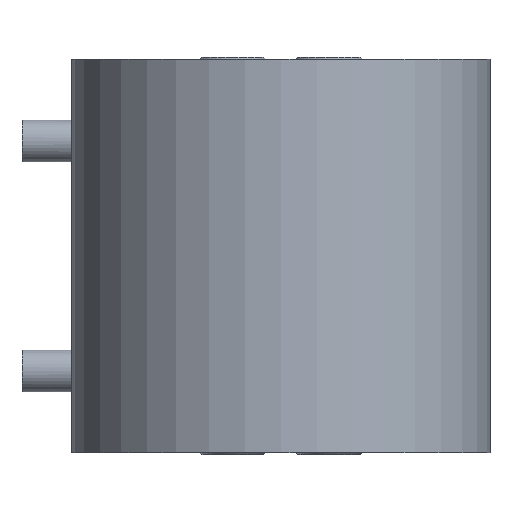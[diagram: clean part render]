
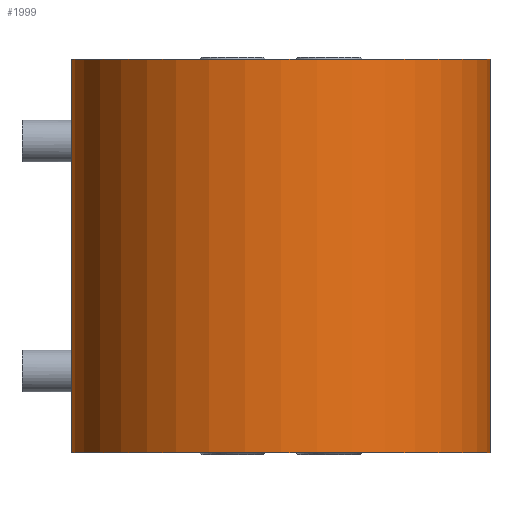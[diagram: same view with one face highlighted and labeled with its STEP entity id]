
A CAD part, front view. The second image highlights one B-rep face of the part: STEP entity #1999.
In plain terms, the highlighted cylindrical face has radius 50 mm (diameter 100 mm), a partial arc.
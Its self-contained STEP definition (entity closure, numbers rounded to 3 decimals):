
#27=FACE_BOUND('',#296,.T.);
#28=FACE_BOUND('',#297,.T.);
#29=FACE_BOUND('',#298,.T.);
#192=FACE_OUTER_BOUND('',#295,.T.);
#295=EDGE_LOOP('',(#1634,#1635,#1636,#1637,#1638,#1639,#1640,#1641));
#296=EDGE_LOOP('',(#1642,#1643,#1644,#1645));
#297=EDGE_LOOP('',(#1646,#1647,#1648,#1649));
#298=EDGE_LOOP('',(#1650,#1651));
#375=CIRCLE('',#2112,50.);
#376=CIRCLE('',#2116,50.);
#397=CIRCLE('',#2159,50.);
#398=CIRCLE('',#2162,50.);
#401=CIRCLE('',#2167,50.);
#402=CIRCLE('',#2168,50.);
#405=CIRCLE('',#2174,50.);
#406=CIRCLE('',#2175,50.);
#441=LINE('',#2826,#614);
#442=LINE('',#2828,#615);
#443=LINE('',#2830,#616);
#444=LINE('',#2834,#617);
#462=LINE('',#2950,#635);
#490=LINE('',#3082,#663);
#513=LINE('',#3211,#686);
#541=LINE('',#3345,#714);
#549=LINE('',#3381,#722);
#614=VECTOR('',#2265,50.);
#615=VECTOR('',#2266,10.);
#616=VECTOR('',#2267,50.);
#617=VECTOR('',#2270,50.);
#635=VECTOR('',#2326,10.);
#663=VECTOR('',#2396,10.);
#686=VECTOR('',#2469,10.);
#714=VECTOR('',#2539,10.);
#722=VECTOR('',#2587,10.);
#787=VERTEX_POINT('',#2824);
#788=VERTEX_POINT('',#2825);
#789=VERTEX_POINT('',#2827);
#790=VERTEX_POINT('',#2829);
#791=VERTEX_POINT('',#2831);
#792=VERTEX_POINT('',#2833);
#814=VERTEX_POINT('',#2947);
#815=VERTEX_POINT('',#2949);
#841=VERTEX_POINT('',#3079);
#842=VERTEX_POINT('',#3081);
#866=VERTEX_POINT('',#3208);
#867=VERTEX_POINT('',#3210);
#876=VERTEX_POINT('',#3252);
#877=VERTEX_POINT('',#3254);
#895=VERTEX_POINT('',#3342);
#896=VERTEX_POINT('',#3344);
#901=VERTEX_POINT('',#3367);
#904=VERTEX_POINT('',#3378);
#992=EDGE_CURVE('',#787,#788,#441,.T.);
#993=EDGE_CURVE('',#789,#787,#442,.T.);
#994=EDGE_CURVE('',#790,#789,#443,.T.);
#996=EDGE_CURVE('',#792,#791,#444,.T.);
#1028=EDGE_CURVE('',#815,#814,#462,.T.);
#1070=EDGE_CURVE('',#842,#841,#490,.T.);
#1074=EDGE_CURVE('',#814,#842,#375,.T.);
#1078=EDGE_CURVE('',#841,#815,#376,.T.);
#1109=EDGE_CURVE('',#867,#866,#513,.T.);
#1151=EDGE_CURVE('',#896,#895,#541,.T.);
#1156=EDGE_CURVE('',#866,#896,#397,.T.);
#1159=EDGE_CURVE('',#895,#867,#398,.T.);
#1163=EDGE_CURVE('',#901,#788,#401,.T.);
#1164=EDGE_CURVE('',#792,#901,#402,.T.);
#1168=EDGE_CURVE('',#904,#791,#405,.T.);
#1169=EDGE_CURVE('',#790,#904,#406,.T.);
#1170=EDGE_CURVE('',#876,#877,#549,.T.);
#1634=ORIENTED_EDGE('',*,*,#992,.T.);
#1635=ORIENTED_EDGE('',*,*,#1163,.F.);
#1636=ORIENTED_EDGE('',*,*,#1164,.F.);
#1637=ORIENTED_EDGE('',*,*,#996,.T.);
#1638=ORIENTED_EDGE('',*,*,#1168,.F.);
#1639=ORIENTED_EDGE('',*,*,#1169,.F.);
#1640=ORIENTED_EDGE('',*,*,#994,.T.);
#1641=ORIENTED_EDGE('',*,*,#993,.T.);
#1642=ORIENTED_EDGE('',*,*,#1074,.T.);
#1643=ORIENTED_EDGE('',*,*,#1070,.T.);
#1644=ORIENTED_EDGE('',*,*,#1078,.T.);
#1645=ORIENTED_EDGE('',*,*,#1028,.T.);
#1646=ORIENTED_EDGE('',*,*,#1156,.T.);
#1647=ORIENTED_EDGE('',*,*,#1151,.T.);
#1648=ORIENTED_EDGE('',*,*,#1159,.T.);
#1649=ORIENTED_EDGE('',*,*,#1109,.T.);
#1650=ORIENTED_EDGE('',*,*,#1170,.T.);
#1651=ORIENTED_EDGE('',*,*,#1170,.F.);
#1933=CYLINDRICAL_SURFACE('',#2173,50.);
#1999=ADVANCED_FACE('',(#192,#27,#28,#29),#1933,.T.);
#2112=AXIS2_PLACEMENT_3D('',#3088,#2403,#2404);
#2116=AXIS2_PLACEMENT_3D('',#3096,#2414,#2415);
#2159=AXIS2_PLACEMENT_3D('',#3354,#2549,#2550);
#2162=AXIS2_PLACEMENT_3D('',#3359,#2557,#2558);
#2167=AXIS2_PLACEMENT_3D('',#3368,#2568,#2569);
#2168=AXIS2_PLACEMENT_3D('',#3369,#2570,#2571);
#2173=AXIS2_PLACEMENT_3D('',#3377,#2581,#2582);
#2174=AXIS2_PLACEMENT_3D('',#3379,#2583,#2584);
#2175=AXIS2_PLACEMENT_3D('',#3380,#2585,#2586);
#2265=DIRECTION('',(0.,0.,1.));
#2266=DIRECTION('',(0.,0.,1.));
#2267=DIRECTION('',(0.,0.,1.));
#2270=DIRECTION('',(0.,0.,-1.));
#2326=DIRECTION('',(0.,0.,-1.));
#2396=DIRECTION('',(0.,0.,1.));
#2403=DIRECTION('center_axis',(0.,0.,-1.));
#2404=DIRECTION('ref_axis',(1.,0.,0.));
#2414=DIRECTION('center_axis',(0.,0.,1.));
#2415=DIRECTION('ref_axis',(1.,0.,0.));
#2469=DIRECTION('',(0.,0.,-1.));
#2539=DIRECTION('',(0.,0.,1.));
#2549=DIRECTION('center_axis',(0.,0.,-1.));
#2550=DIRECTION('ref_axis',(1.,0.,0.));
#2557=DIRECTION('center_axis',(0.,0.,1.));
#2558=DIRECTION('ref_axis',(1.,0.,0.));
#2568=DIRECTION('center_axis',(0.,0.,1.));
#2569=DIRECTION('ref_axis',(1.,0.,0.));
#2570=DIRECTION('center_axis',(0.,0.,1.));
#2571=DIRECTION('ref_axis',(1.,0.,0.));
#2581=DIRECTION('center_axis',(0.,0.,1.));
#2582=DIRECTION('ref_axis',(0.827,-0.563,0.));
#2583=DIRECTION('center_axis',(0.,0.,-1.));
#2584=DIRECTION('ref_axis',(1.,0.,0.));
#2585=DIRECTION('center_axis',(0.,0.,-1.));
#2586=DIRECTION('ref_axis',(1.,0.,0.));
#2587=DIRECTION('',(0.,0.,1.));
#2824=CARTESIAN_POINT('',(-41.328,28.142,44.5));
#2825=CARTESIAN_POINT('',(-41.328,28.142,47.));
#2826=CARTESIAN_POINT('',(-41.328,28.142,0.));
#2827=CARTESIAN_POINT('',(-41.328,28.142,-44.5));
#2828=CARTESIAN_POINT('',(-41.328,28.142,0.));
#2829=CARTESIAN_POINT('',(-41.328,28.142,-47.));
#2830=CARTESIAN_POINT('',(-41.328,28.142,0.));
#2831=CARTESIAN_POINT('',(-50.,0.,-47.));
#2833=CARTESIAN_POINT('',(-50.,0.,47.));
#2834=CARTESIAN_POINT('',(-50.,0.,0.));
#2947=CARTESIAN_POINT('',(-10.101,48.969,-44.5));
#2949=CARTESIAN_POINT('',(-10.101,48.969,44.5));
#2950=CARTESIAN_POINT('',(-10.101,48.969,0.));
#3079=CARTESIAN_POINT('',(-4.856,49.764,44.5));
#3081=CARTESIAN_POINT('',(-4.856,49.764,-44.5));
#3082=CARTESIAN_POINT('',(-4.856,49.764,0.));
#3088=CARTESIAN_POINT('Origin',(0.,0.,-44.5));
#3096=CARTESIAN_POINT('Origin',(0.,0.,44.5));
#3208=CARTESIAN_POINT('',(4.856,49.764,-44.5));
#3210=CARTESIAN_POINT('',(4.856,49.764,44.5));
#3211=CARTESIAN_POINT('',(4.856,49.764,0.));
#3252=CARTESIAN_POINT('',(41.328,28.142,-44.5));
#3254=CARTESIAN_POINT('',(41.328,28.142,44.5));
#3342=CARTESIAN_POINT('',(10.101,48.969,44.5));
#3344=CARTESIAN_POINT('',(10.101,48.969,-44.5));
#3345=CARTESIAN_POINT('',(10.101,48.969,0.));
#3354=CARTESIAN_POINT('Origin',(0.,0.,-44.5));
#3359=CARTESIAN_POINT('Origin',(0.,0.,44.5));
#3367=CARTESIAN_POINT('',(50.,0.,47.));
#3368=CARTESIAN_POINT('Origin',(0.,0.,47.));
#3369=CARTESIAN_POINT('Origin',(0.,0.,47.));
#3377=CARTESIAN_POINT('Origin',(0.,0.,0.));
#3378=CARTESIAN_POINT('',(50.,0.,-47.));
#3379=CARTESIAN_POINT('Origin',(0.,0.,-47.));
#3380=CARTESIAN_POINT('Origin',(0.,0.,-47.));
#3381=CARTESIAN_POINT('',(41.328,28.142,0.));
